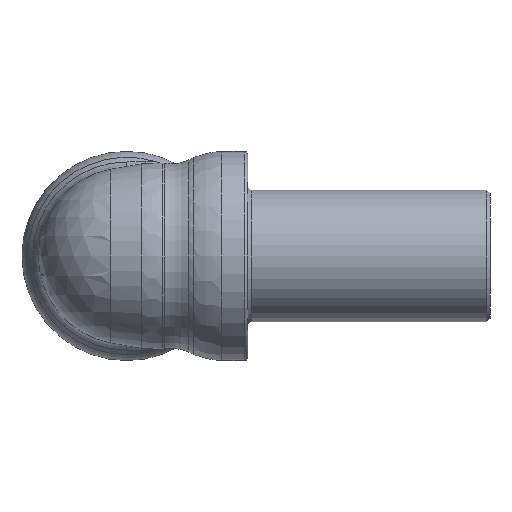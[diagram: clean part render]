
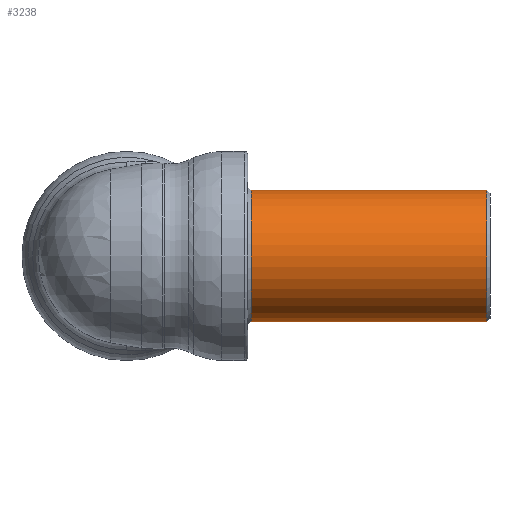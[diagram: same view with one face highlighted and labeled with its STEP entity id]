
A CAD part, left-side view. The second image highlights one B-rep face of the part: STEP entity #3238.
In plain terms, the highlighted cylindrical face has radius 5.975 mm (diameter 11.95 mm), a full revolution.
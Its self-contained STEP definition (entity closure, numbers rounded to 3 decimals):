
#59=CYLINDRICAL_SURFACE('',#3449,5.975);
#1625=ORIENTED_EDGE('',*,*,#2112,.F.);
#1626=ORIENTED_EDGE('',*,*,#2113,.T.);
#2112=EDGE_CURVE('',#2420,#2420,#2501,.T.);
#2113=EDGE_CURVE('',#2421,#2421,#2502,.T.);
#2420=VERTEX_POINT('',#8294);
#2421=VERTEX_POINT('',#8297);
#2501=CIRCLE('',#3448,5.975);
#2502=CIRCLE('',#3450,5.975);
#2721=EDGE_LOOP('',(#1625));
#2722=EDGE_LOOP('',(#1626));
#2952=FACE_BOUND('',#2721,.T.);
#2953=FACE_BOUND('',#2722,.T.);
#3238=ADVANCED_FACE('',(#2952,#2953),#59,.T.);
#3448=AXIS2_PLACEMENT_3D('',#8293,#4062,#4063);
#3449=AXIS2_PLACEMENT_3D('',#8295,#4064,#4065);
#3450=AXIS2_PLACEMENT_3D('',#8296,#4066,#4067);
#4062=DIRECTION('',(0.,-1.,0.));
#4063=DIRECTION('',(0.,0.,-1.));
#4064=DIRECTION('',(0.,-1.,0.));
#4065=DIRECTION('',(0.,0.,-1.));
#4066=DIRECTION('',(0.,-1.,0.));
#4067=DIRECTION('',(0.,0.,-1.));
#8293=CARTESIAN_POINT('',(0.,-32.7,0.));
#8294=CARTESIAN_POINT('',(0.,-32.7,-5.975));
#8295=CARTESIAN_POINT('',(0.,-38.34,0.));
#8296=CARTESIAN_POINT('',(0.,-11.3,0.));
#8297=CARTESIAN_POINT('',(0.,-11.3,-5.975));
